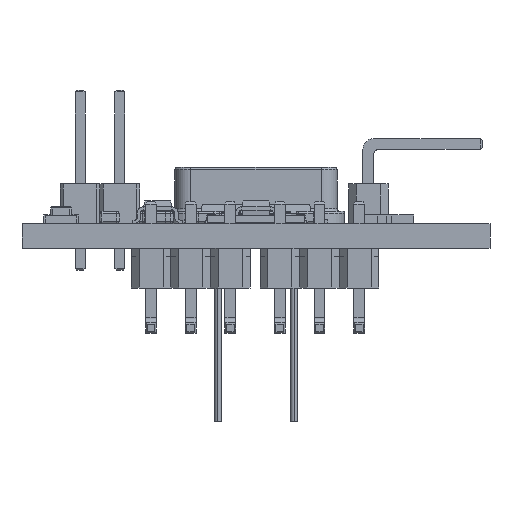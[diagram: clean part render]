
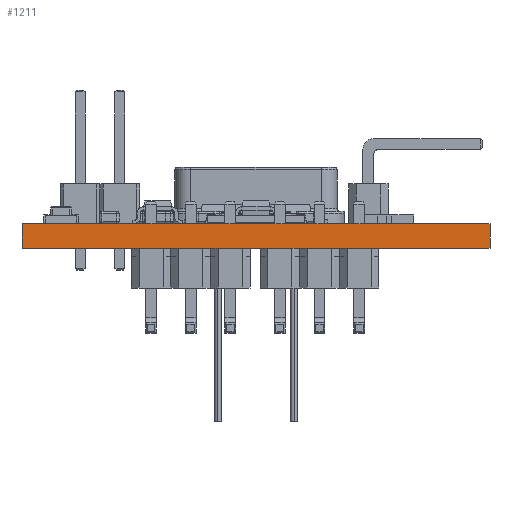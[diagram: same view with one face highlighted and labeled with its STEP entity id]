
A CAD part, left-side view. The second image highlights one B-rep face of the part: STEP entity #1211.
In plain terms, the highlighted planar face has unit normal (-1, 0, 0).
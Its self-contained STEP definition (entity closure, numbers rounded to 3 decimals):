
#152 = EDGE_CURVE('',#153,#155,#157,.T.);
#153 = VERTEX_POINT('',#154);
#154 = CARTESIAN_POINT('',(0.,30.,-1.591));
#155 = VERTEX_POINT('',#156);
#156 = CARTESIAN_POINT('',(0.,30.,0.));
#157 = LINE('',#158,#159);
#158 = CARTESIAN_POINT('',(0.,30.,-1.591));
#159 = VECTOR('',#160,1.);
#160 = DIRECTION('',(0.,0.,1.));
#1186 = VERTEX_POINT('',#1187);
#1187 = CARTESIAN_POINT('',(0.,0.,0.));
#1193 = EDGE_CURVE('',#1194,#1186,#1196,.T.);
#1194 = VERTEX_POINT('',#1195);
#1195 = CARTESIAN_POINT('',(0.,0.,-1.591));
#1196 = LINE('',#1197,#1198);
#1197 = CARTESIAN_POINT('',(0.,0.,-1.591));
#1198 = VECTOR('',#1199,1.);
#1199 = DIRECTION('',(0.,0.,1.));
#1211 = ADVANCED_FACE('',(#1212),#1228,.T.);
#1212 = FACE_BOUND('',#1213,.T.);
#1213 = EDGE_LOOP('',(#1214,#1215,#1221,#1222));
#1214 = ORIENTED_EDGE('',*,*,#1193,.T.);
#1215 = ORIENTED_EDGE('',*,*,#1216,.T.);
#1216 = EDGE_CURVE('',#1186,#155,#1217,.T.);
#1217 = LINE('',#1218,#1219);
#1218 = CARTESIAN_POINT('',(0.,0.,0.));
#1219 = VECTOR('',#1220,1.);
#1220 = DIRECTION('',(0.,1.,0.));
#1221 = ORIENTED_EDGE('',*,*,#152,.F.);
#1222 = ORIENTED_EDGE('',*,*,#1223,.F.);
#1223 = EDGE_CURVE('',#1194,#153,#1224,.T.);
#1224 = LINE('',#1225,#1226);
#1225 = CARTESIAN_POINT('',(0.,0.,-1.591));
#1226 = VECTOR('',#1227,1.);
#1227 = DIRECTION('',(0.,1.,0.));
#1228 = PLANE('',#1229);
#1229 = AXIS2_PLACEMENT_3D('',#1230,#1231,#1232);
#1230 = CARTESIAN_POINT('',(0.,0.,-1.591));
#1231 = DIRECTION('',(-1.,0.,0.));
#1232 = DIRECTION('',(0.,1.,0.));
